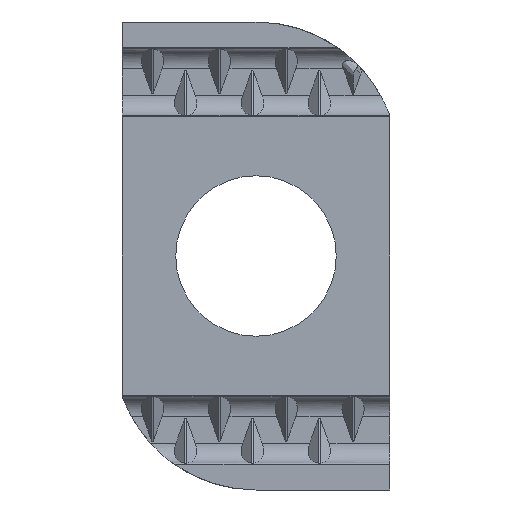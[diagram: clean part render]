
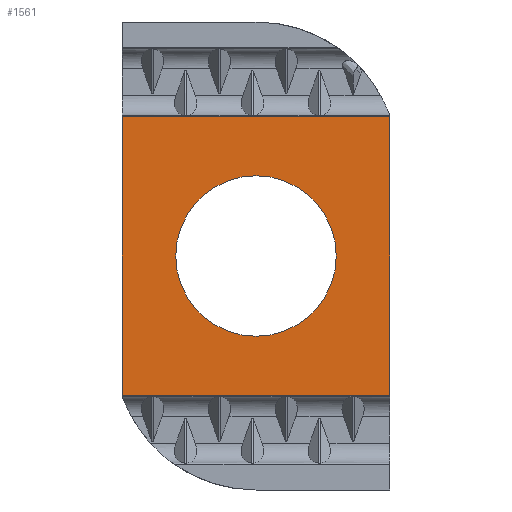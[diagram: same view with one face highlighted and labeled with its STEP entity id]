
A CAD part, front view. The second image highlights one B-rep face of the part: STEP entity #1561.
In plain terms, the highlighted planar face has unit normal (0, -1, 0).
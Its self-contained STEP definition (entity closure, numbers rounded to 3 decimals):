
#15=FACE_BOUND('',#553,.T.);
#33=CIRCLE('',#1743,6.);
#74=LINE('',#2331,#187);
#87=LINE('',#2505,#200);
#154=LINE('',#2906,#267);
#180=LINE('',#2994,#293);
#187=VECTOR('',#1769,10.);
#200=VECTOR('',#1838,10.);
#267=VECTOR('',#2077,10.);
#293=VECTOR('',#2171,10.);
#335=PLANE('',#1747);
#473=FACE_OUTER_BOUND('',#552,.T.);
#552=EDGE_LOOP('',(#1477,#1478,#1479,#1480));
#553=EDGE_LOOP('',(#1481));
#660=VERTEX_POINT('',#2328);
#661=VERTEX_POINT('',#2330);
#696=VERTEX_POINT('',#2504);
#785=VERTEX_POINT('',#2905);
#800=VERTEX_POINT('',#2998);
#814=EDGE_CURVE('',#660,#661,#74,.T.);
#856=EDGE_CURVE('',#696,#661,#87,.T.);
#984=EDGE_CURVE('',#696,#785,#154,.T.);
#1022=EDGE_CURVE('',#660,#785,#180,.T.);
#1025=EDGE_CURVE('',#800,#800,#33,.T.);
#1477=ORIENTED_EDGE('',*,*,#814,.F.);
#1478=ORIENTED_EDGE('',*,*,#1022,.T.);
#1479=ORIENTED_EDGE('',*,*,#984,.F.);
#1480=ORIENTED_EDGE('',*,*,#856,.T.);
#1481=ORIENTED_EDGE('',*,*,#1025,.T.);
#1561=ADVANCED_FACE('',(#473,#15),#335,.F.);
#1743=AXIS2_PLACEMENT_3D('',#3000,#2177,#2178);
#1747=AXIS2_PLACEMENT_3D('',#3006,#2187,#2188);
#1769=DIRECTION('',(-1.,0.,0.));
#1838=DIRECTION('',(0.,0.,-1.));
#2077=DIRECTION('',(1.,0.,0.));
#2171=DIRECTION('',(0.,0.,1.));
#2177=DIRECTION('center_axis',(0.,1.,0.));
#2178=DIRECTION('ref_axis',(-1.,0.,0.));
#2187=DIRECTION('center_axis',(0.,1.,0.));
#2188=DIRECTION('ref_axis',(0.,0.,1.));
#2328=CARTESIAN_POINT('',(20.,0.,-27.903));
#2330=CARTESIAN_POINT('',(0.,0.,-27.903));
#2331=CARTESIAN_POINT('',(5.,0.,-27.903));
#2504=CARTESIAN_POINT('',(0.,0.,-7.097));
#2505=CARTESIAN_POINT('',(0.,0.,0.));
#2905=CARTESIAN_POINT('',(20.,0.,-7.097));
#2906=CARTESIAN_POINT('',(15.,0.,-7.097));
#2994=CARTESIAN_POINT('',(20.,0.,-35.));
#2998=CARTESIAN_POINT('',(16.,0.,-17.5));
#3000=CARTESIAN_POINT('Origin',(10.,0.,-17.5));
#3006=CARTESIAN_POINT('Origin',(10.,0.,-17.5));
